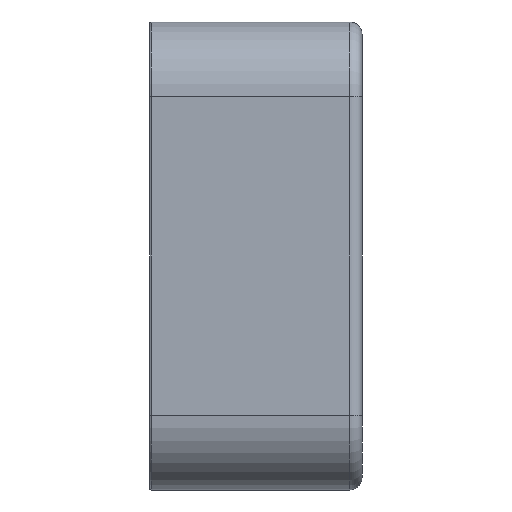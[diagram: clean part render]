
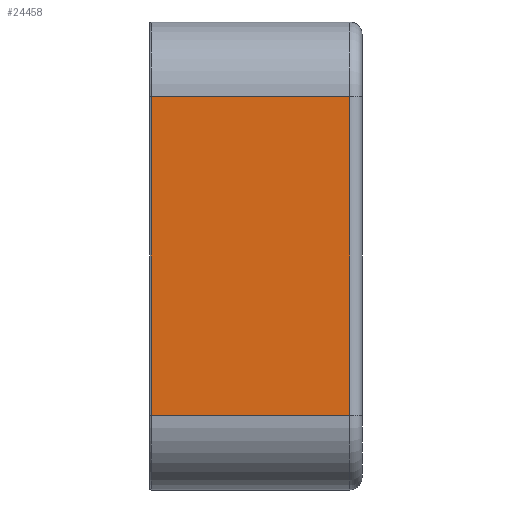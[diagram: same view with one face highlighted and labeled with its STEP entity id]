
A CAD part, left-side view. The second image highlights one B-rep face of the part: STEP entity #24458.
In plain terms, the highlighted planar face has unit normal (-1, 0, 0).
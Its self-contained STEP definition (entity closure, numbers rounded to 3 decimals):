
#921 = VERTEX_POINT ( 'NONE', #12166 ) ;
#1907 = DIRECTION ( 'NONE',  ( 0., -1., 0. ) ) ;
#2043 = LINE ( 'NONE', #10780, #7966 ) ;
#3176 = DIRECTION ( 'NONE',  ( 1., 0., 0. ) ) ;
#3401 = AXIS2_PLACEMENT_3D ( 'NONE', #15585, #3176, #13475 ) ;
#5559 = ORIENTED_EDGE ( 'NONE', *, *, #6524, .T. ) ;
#5976 = CARTESIAN_POINT ( 'NONE',  ( -72., 33.8, 25.5 ) ) ;
#6524 = EDGE_CURVE ( 'NONE', #921, #26580, #2043, .T. ) ;
#7176 = CARTESIAN_POINT ( 'NONE',  ( -72., 2., 25.5 ) ) ;
#7966 = VECTOR ( 'NONE', #1907, 1000. ) ;
#8061 = VERTEX_POINT ( 'NONE', #5976 ) ;
#10224 = VECTOR ( 'NONE', #25370, 1000. ) ;
#10780 = CARTESIAN_POINT ( 'NONE',  ( -72., 34., -25.5 ) ) ;
#12166 = CARTESIAN_POINT ( 'NONE',  ( -72., 33.8, -25.5 ) ) ;
#12796 = CARTESIAN_POINT ( 'NONE',  ( -72., 2., -25.5 ) ) ;
#13475 = DIRECTION ( 'NONE',  ( 0., 0., -1. ) ) ;
#14154 = EDGE_CURVE ( 'NONE', #8061, #27727, #21414, .T. ) ;
#15585 = CARTESIAN_POINT ( 'NONE',  ( -72., 34., -25.5 ) ) ;
#16164 = ORIENTED_EDGE ( 'NONE', *, *, #24113, .T. ) ;
#16170 = DIRECTION ( 'NONE',  ( 0., 0., 1. ) ) ;
#18098 = EDGE_LOOP ( 'NONE', ( #19472, #27356, #5559, #16164 ) ) ;
#18756 = LINE ( 'NONE', #27343, #10224 ) ;
#19472 = ORIENTED_EDGE ( 'NONE', *, *, #14154, .F. ) ;
#19723 = CARTESIAN_POINT ( 'NONE',  ( -72., 34., 25.5 ) ) ;
#21278 = DIRECTION ( 'NONE',  ( 0., -1., 0. ) ) ;
#21414 = LINE ( 'NONE', #19723, #27257 ) ;
#22476 = PLANE ( 'NONE',  #3401 ) ;
#22653 = LINE ( 'NONE', #7176, #25423 ) ;
#24113 = EDGE_CURVE ( 'NONE', #26580, #27727, #22653, .T. ) ;
#24458 = ADVANCED_FACE ( 'NONE', ( #26710 ), #22476, .F. ) ;
#25370 = DIRECTION ( 'NONE',  ( 0., 0., -1. ) ) ;
#25423 = VECTOR ( 'NONE', #16170, 1000. ) ;
#26580 = VERTEX_POINT ( 'NONE', #12796 ) ;
#26710 = FACE_OUTER_BOUND ( 'NONE', #18098, .T. ) ;
#26899 = CARTESIAN_POINT ( 'NONE',  ( -72., 2., 25.5 ) ) ;
#27257 = VECTOR ( 'NONE', #21278, 1000. ) ;
#27343 = CARTESIAN_POINT ( 'NONE',  ( -72., 33.8, -25.5 ) ) ;
#27356 = ORIENTED_EDGE ( 'NONE', *, *, #27538, .T. ) ;
#27538 = EDGE_CURVE ( 'NONE', #8061, #921, #18756, .T. ) ;
#27727 = VERTEX_POINT ( 'NONE', #26899 ) ;
